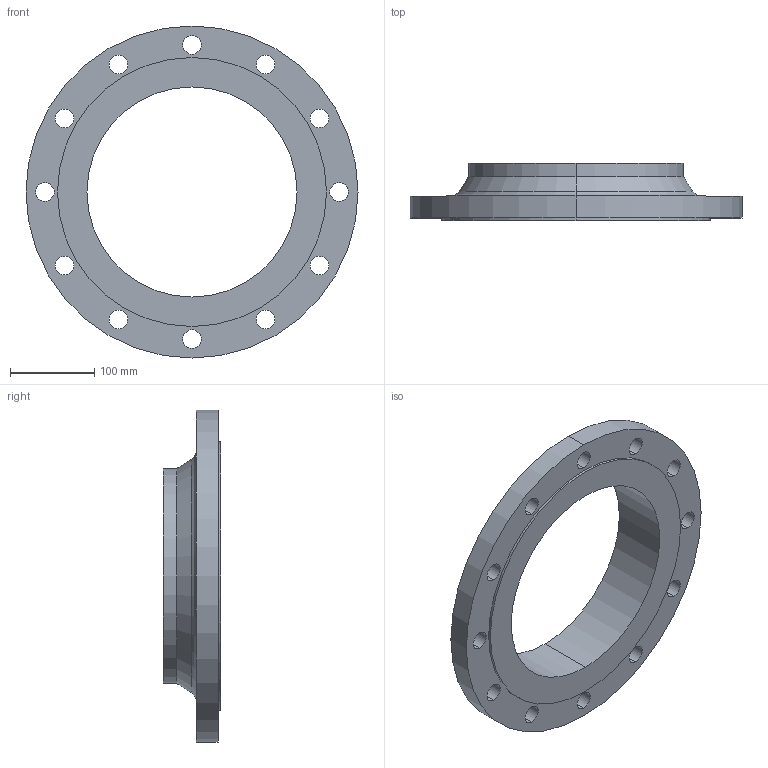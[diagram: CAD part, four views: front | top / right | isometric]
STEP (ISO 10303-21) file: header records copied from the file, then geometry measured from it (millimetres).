
FILE_DESCRIPTION (( 'STEP AP203' ), '1' );
FILE_NAME ('3D_R183_PN10_DN256_17632620_17632820.STEP', '2024-07-02T07:10:10', ( '' ), ( '' ), 'SwSTEP 2.0', 'SolidWorks 2024', '' );
FILE_SCHEMA (( 'CONFIG_CONTROL_DESIGN' ));
Length unit declared in the file: millimetre
Products named in the file (1): 3D_R183_PN10_DN256_17632620_17632820
Bounding box: 395 x 68 x 395 mm (x, y, z)
Volume: 2123549.6 mm3; surface area: 270682.8 mm2
Topology: 1 solids, 1 shells, 40 faces, 104 edges, 68 vertices
Faces by surface type: cylinder 32, plane 4, torus 2, cone 2
Entity records: 1395 total; most frequent: DIRECTION 256, CARTESIAN_POINT 213, ORIENTED_EDGE 208, AXIS2_PLACEMENT_3D 111, EDGE_CURVE 104, CIRCLE 70, VERTEX_POINT 68, EDGE_LOOP 68
